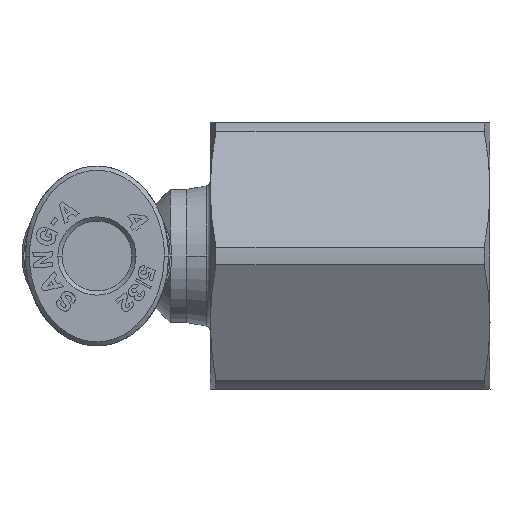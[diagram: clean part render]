
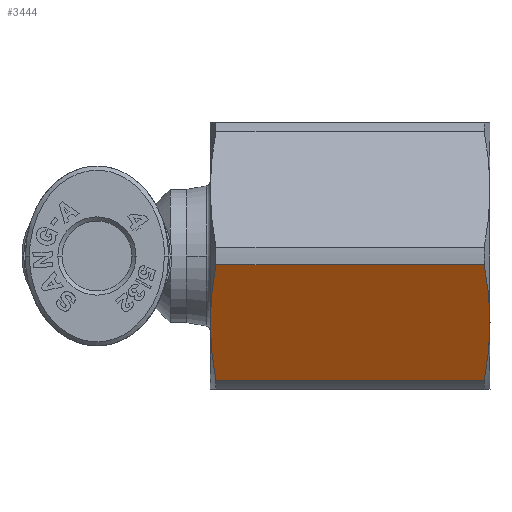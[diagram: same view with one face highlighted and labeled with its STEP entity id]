
A CAD part, left-side view. The second image highlights one B-rep face of the part: STEP entity #3444.
In plain terms, the highlighted face is planar.
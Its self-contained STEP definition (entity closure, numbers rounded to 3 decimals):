
#27 = AXIS2_PLACEMENT_3D ( 'NONE', #19490, #19315, #17476 ) ;
#774 = FACE_OUTER_BOUND ( 'NONE', #15943, .T. ) ;
#831 = CARTESIAN_POINT ( 'NONE',  ( 14.035, -0.525, -7.146 ) ) ;
#1612 = CARTESIAN_POINT ( 'NONE',  ( 12.028, -4., -6.8 ) ) ;
#1623 = B_SPLINE_CURVE_WITH_KNOTS ( 'NONE', 3,
 ( #17166, #8180, #14761, #23969 ),
 .UNSPECIFIED., .F., .F.,
 ( 4, 4 ),
 ( 0., 0.004 ),
 .UNSPECIFIED. ) ;
#2355 = EDGE_CURVE ( 'NONE', #19130, #16123, #7117, .T. ) ;
#2928 = DIRECTION ( 'NONE',  ( 0., 0., 1. ) ) ;
#3444 = ADVANCED_FACE ( 'NONE', ( #774 ), #17192, .T. ) ;
#3717 = CARTESIAN_POINT ( 'NONE',  ( 10.022, -7.475, -23.254 ) ) ;
#3983 = VECTOR ( 'NONE', #24537, 1000. ) ;
#4991 = ORIENTED_EDGE ( 'NONE', *, *, #24629, .T. ) ;
#5213 = VERTEX_POINT ( 'NONE', #21033 ) ;
#5531 = ORIENTED_EDGE ( 'NONE', *, *, #11811, .F. ) ;
#5894 = LINE ( 'NONE', #9303, #10719 ) ;
#7117 = LINE ( 'NONE', #20057, #3983 ) ;
#8180 = CARTESIAN_POINT ( 'NONE',  ( 13.37, -1.676, -23.471 ) ) ;
#8822 = ORIENTED_EDGE ( 'NONE', *, *, #17791, .T. ) ;
#8921 = EDGE_CURVE ( 'NONE', #27976, #5213, #1623, .T. ) ;
#9303 = CARTESIAN_POINT ( 'NONE',  ( 14.035, -0.525, -23.6 ) ) ;
#10050 = B_SPLINE_CURVE_WITH_KNOTS ( 'NONE', 3,
 ( #19019, #21252, #16983, #3717 ),
 .UNSPECIFIED., .F., .F.,
 ( 4, 4 ),
 ( 0., 0.004 ),
 .UNSPECIFIED. ) ;
#10719 = VECTOR ( 'NONE', #2928, 1000. ) ;
#10833 = CARTESIAN_POINT ( 'NONE',  ( 12.028, -4., -6.8 ) ) ;
#11811 = EDGE_CURVE ( 'NONE', #5213, #16123, #10050, .T. ) ;
#12271 = CARTESIAN_POINT ( 'NONE',  ( 13.37, -1.676, -6.929 ) ) ;
#13069 = CARTESIAN_POINT ( 'NONE',  ( 10.022, -7.475, -7.146 ) ) ;
#13660 = ORIENTED_EDGE ( 'NONE', *, *, #8921, .F. ) ;
#14209 = CARTESIAN_POINT ( 'NONE',  ( 14.035, -0.525, -7.146 ) ) ;
#14405 = CARTESIAN_POINT ( 'NONE',  ( 12.028, -4., -6.8 ) ) ;
#14581 = B_SPLINE_CURVE_WITH_KNOTS ( 'NONE', 3,
 ( #14209, #12271, #23244, #14405 ),
 .UNSPECIFIED., .F., .F.,
 ( 4, 4 ),
 ( 0., 0.004 ),
 .UNSPECIFIED. ) ;
#14761 = CARTESIAN_POINT ( 'NONE',  ( 12.702, -2.833, -23.6 ) ) ;
#15943 = EDGE_LOOP ( 'NONE', ( #5531, #13660, #20296, #4991, #8822, #23992 ) ) ;
#16123 = VERTEX_POINT ( 'NONE', #23415 ) ;
#16983 = CARTESIAN_POINT ( 'NONE',  ( 10.686, -6.324, -23.471 ) ) ;
#17139 = VERTEX_POINT ( 'NONE', #831 ) ;
#17166 = CARTESIAN_POINT ( 'NONE',  ( 14.035, -0.525, -23.254 ) ) ;
#17192 = PLANE ( 'NONE',  #27 ) ;
#17476 = DIRECTION ( 'NONE',  ( 0.5, 0.866, 0. ) ) ;
#17791 = EDGE_CURVE ( 'NONE', #24717, #19130, #28408, .T. ) ;
#19019 = CARTESIAN_POINT ( 'NONE',  ( 12.028, -4., -23.6 ) ) ;
#19130 = VERTEX_POINT ( 'NONE', #20727 ) ;
#19315 = DIRECTION ( 'NONE',  ( 0.866, -0.5, 0. ) ) ;
#19490 = CARTESIAN_POINT ( 'NONE',  ( 14.338, 0., -23.6 ) ) ;
#20057 = CARTESIAN_POINT ( 'NONE',  ( 10.022, -7.475, -23.6 ) ) ;
#20296 = ORIENTED_EDGE ( 'NONE', *, *, #25610, .T. ) ;
#20727 = CARTESIAN_POINT ( 'NONE',  ( 10.022, -7.475, -7.146 ) ) ;
#21033 = CARTESIAN_POINT ( 'NONE',  ( 12.028, -4., -23.6 ) ) ;
#21252 = CARTESIAN_POINT ( 'NONE',  ( 11.354, -5.167, -23.6 ) ) ;
#21982 = CARTESIAN_POINT ( 'NONE',  ( 10.686, -6.324, -6.929 ) ) ;
#23244 = CARTESIAN_POINT ( 'NONE',  ( 12.702, -2.833, -6.8 ) ) ;
#23415 = CARTESIAN_POINT ( 'NONE',  ( 10.022, -7.475, -23.254 ) ) ;
#23969 = CARTESIAN_POINT ( 'NONE',  ( 12.028, -4., -23.6 ) ) ;
#23992 = ORIENTED_EDGE ( 'NONE', *, *, #2355, .T. ) ;
#24217 = CARTESIAN_POINT ( 'NONE',  ( 11.354, -5.167, -6.8 ) ) ;
#24537 = DIRECTION ( 'NONE',  ( 0., 0., -1. ) ) ;
#24629 = EDGE_CURVE ( 'NONE', #17139, #24717, #14581, .T. ) ;
#24717 = VERTEX_POINT ( 'NONE', #1612 ) ;
#25610 = EDGE_CURVE ( 'NONE', #27976, #17139, #5894, .T. ) ;
#25699 = CARTESIAN_POINT ( 'NONE',  ( 14.035, -0.525, -23.254 ) ) ;
#27976 = VERTEX_POINT ( 'NONE', #25699 ) ;
#28408 = B_SPLINE_CURVE_WITH_KNOTS ( 'NONE', 3,
 ( #10833, #24217, #21982, #13069 ),
 .UNSPECIFIED., .F., .F.,
 ( 4, 4 ),
 ( 0., 0.004 ),
 .UNSPECIFIED. ) ;
